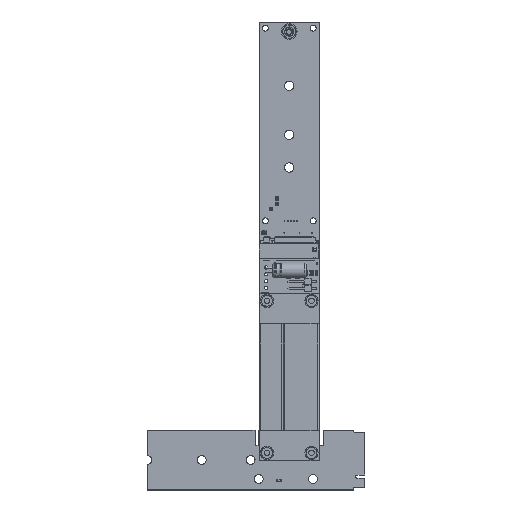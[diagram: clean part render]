
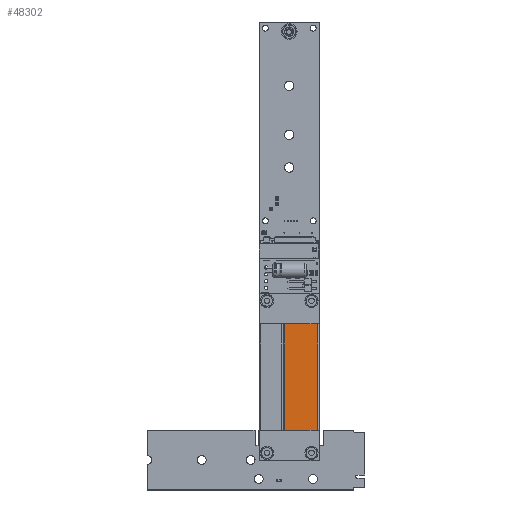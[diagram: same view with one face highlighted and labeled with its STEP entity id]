
A CAD part, top view. The second image highlights one B-rep face of the part: STEP entity #48302.
In plain terms, the highlighted face is planar.
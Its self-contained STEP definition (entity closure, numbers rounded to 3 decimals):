
#48274 = VERTEX_POINT('',#48275);
#48275 = CARTESIAN_POINT('',(0.,0.,
    0.));
#48282 = EDGE_CURVE('',#48283,#48274,#48285,.T.);
#48283 = VERTEX_POINT('',#48284);
#48284 = CARTESIAN_POINT('',(0.,0.,
    -43.));
#48285 = LINE('',#48286,#48287);
#48286 = CARTESIAN_POINT('',(0.,0.,
    -43.));
#48287 = VECTOR('',#48288,1.);
#48288 = DIRECTION('',(0.,0.,1.));
#48302 = ADVANCED_FACE('',(#48303),#48328,.T.);
#48303 = FACE_BOUND('',#48304,.T.);
#48304 = EDGE_LOOP('',(#48305,#48313,#48321,#48327));
#48305 = ORIENTED_EDGE('',*,*,#48306,.F.);
#48306 = EDGE_CURVE('',#48307,#48274,#48309,.T.);
#48307 = VERTEX_POINT('',#48308);
#48308 = CARTESIAN_POINT('',(12.065,0.,0.
    ));
#48309 = LINE('',#48310,#48311);
#48310 = CARTESIAN_POINT('',(0.,0.,
    0.));
#48311 = VECTOR('',#48312,1.);
#48312 = DIRECTION('',(-1.,0.,0.));
#48313 = ORIENTED_EDGE('',*,*,#48314,.F.);
#48314 = EDGE_CURVE('',#48315,#48307,#48317,.T.);
#48315 = VERTEX_POINT('',#48316);
#48316 = CARTESIAN_POINT('',(12.065,0.,-43.));
#48317 = LINE('',#48318,#48319);
#48318 = CARTESIAN_POINT('',(12.065,0.,-43.));
#48319 = VECTOR('',#48320,1.);
#48320 = DIRECTION('',(0.,0.,1.));
#48321 = ORIENTED_EDGE('',*,*,#48322,.T.);
#48322 = EDGE_CURVE('',#48315,#48283,#48323,.T.);
#48323 = LINE('',#48324,#48325);
#48324 = CARTESIAN_POINT('',(0.,0.,
    -43.));
#48325 = VECTOR('',#48326,1.);
#48326 = DIRECTION('',(-1.,0.,0.));
#48327 = ORIENTED_EDGE('',*,*,#48282,.T.);
#48328 = PLANE('',#48329);
#48329 = AXIS2_PLACEMENT_3D('',#48330,#48331,#48332);
#48330 = CARTESIAN_POINT('',(0.,0.,
    -43.));
#48331 = DIRECTION('',(0.,1.,0.));
#48332 = DIRECTION('',(0.,0.,1.));
